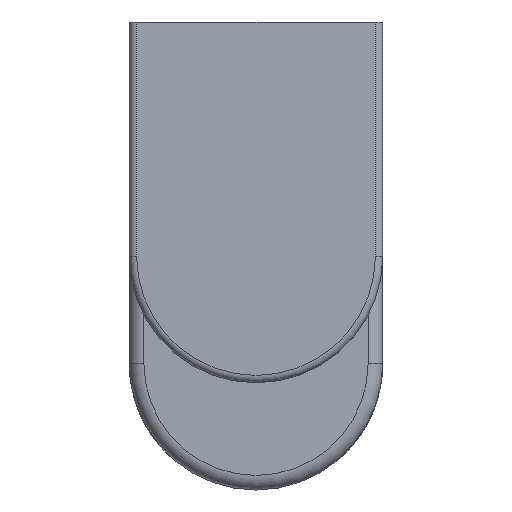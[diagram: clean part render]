
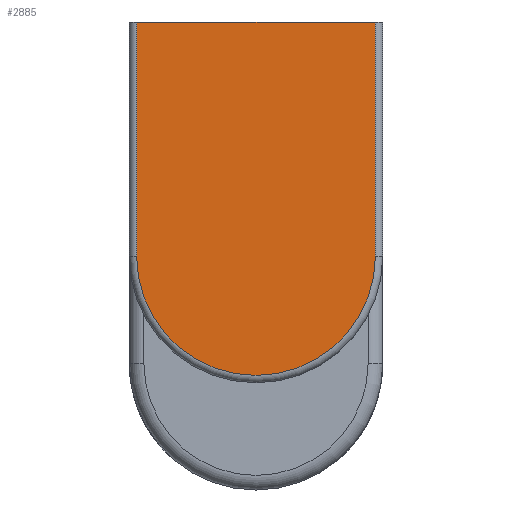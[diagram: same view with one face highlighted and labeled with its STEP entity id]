
A CAD part, left-side view. The second image highlights one B-rep face of the part: STEP entity #2885.
In plain terms, the highlighted planar face has unit normal (-1, 0, 0).
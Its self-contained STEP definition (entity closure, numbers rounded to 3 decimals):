
#192=PLANE('',#3267);
#374=FACE_OUTER_BOUND('',#560,.T.);
#560=EDGE_LOOP('',(#2568,#2569,#2570,#2571));
#659=LINE('',#5754,#804);
#660=LINE('',#5762,#805);
#703=LINE('',#6305,#848);
#804=VECTOR('',#3762,10.);
#805=VECTOR('',#3773,10.);
#848=VECTOR('',#4148,10.);
#988=CIRCLE('',#3099,12.25);
#1249=VERTEX_POINT('',#5748);
#1251=VERTEX_POINT('',#5752);
#1252=VERTEX_POINT('',#5756);
#1253=VERTEX_POINT('',#5760);
#1601=EDGE_CURVE('',#1251,#1249,#659,.T.);
#1603=EDGE_CURVE('',#1252,#1251,#988,.T.);
#1605=EDGE_CURVE('',#1253,#1252,#660,.T.);
#1760=EDGE_CURVE('',#1253,#1249,#703,.T.);
#2568=ORIENTED_EDGE('',*,*,#1605,.F.);
#2569=ORIENTED_EDGE('',*,*,#1760,.T.);
#2570=ORIENTED_EDGE('',*,*,#1601,.F.);
#2571=ORIENTED_EDGE('',*,*,#1603,.F.);
#2885=ADVANCED_FACE('',(#374),#192,.T.);
#3099=AXIS2_PLACEMENT_3D('',#5758,#3767,#3768);
#3267=AXIS2_PLACEMENT_3D('',#6304,#4146,#4147);
#3762=DIRECTION('',(0.,0.,1.));
#3767=DIRECTION('center_axis',(1.,0.,0.));
#3768=DIRECTION('ref_axis',(0.,0.,
-1.));
#3773=DIRECTION('',(0.,0.,-1.));
#4146=DIRECTION('center_axis',(-1.,0.,0.));
#4147=DIRECTION('ref_axis',(0.,-1.,0.));
#4148=DIRECTION('',(0.,1.,0.));
#5748=CARTESIAN_POINT('',(0.,12.25,48.));
#5752=CARTESIAN_POINT('',(0.,12.25,24.));
#5754=CARTESIAN_POINT('',(0.,12.25,38.75));
#5756=CARTESIAN_POINT('',(0.,-12.25,24.));
#5758=CARTESIAN_POINT('Origin',(0.,0.,
24.));
#5760=CARTESIAN_POINT('',(0.,-12.25,48.));
#5762=CARTESIAN_POINT('',(0.,-12.25,26.75));
#6304=CARTESIAN_POINT('Origin',(0.,0.,
29.5));
#6305=CARTESIAN_POINT('',(0.,13.,48.));
